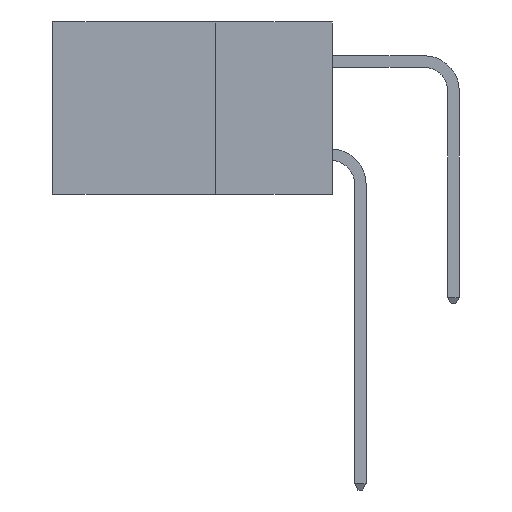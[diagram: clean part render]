
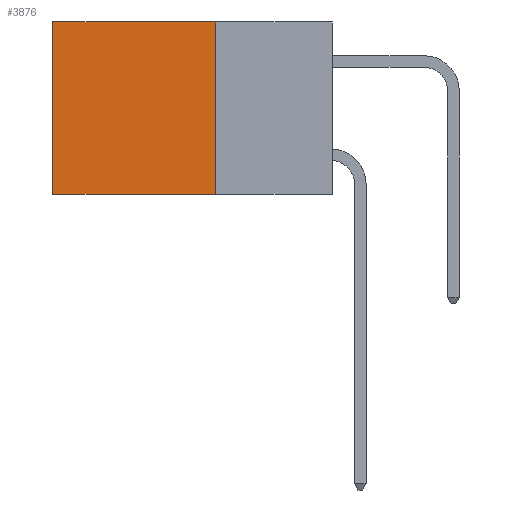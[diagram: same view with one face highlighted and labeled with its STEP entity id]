
A CAD part, left-side view. The second image highlights one B-rep face of the part: STEP entity #3876.
In plain terms, the highlighted planar face has unit normal (-1, 0, 0).
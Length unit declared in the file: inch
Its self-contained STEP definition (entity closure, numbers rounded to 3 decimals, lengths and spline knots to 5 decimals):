
#427 = CARTESIAN_POINT ( 'NONE',  ( 0.2615, 0.25, -0.37 ) ) ;
#862 = VECTOR ( 'NONE', #1389, 39.37008 ) ;
#1389 = DIRECTION ( 'NONE',  ( 0., 1., 0. ) ) ;
#1563 = ORIENTED_EDGE ( 'NONE', *, *, #3739, .F. ) ;
#1640 = EDGE_CURVE ( 'NONE', #9661, #3283, #4891, .T. ) ;
#1932 = AXIS2_PLACEMENT_3D ( 'NONE', #8664, #3757, #9466 ) ;
#2020 = CARTESIAN_POINT ( 'NONE',  ( 0.2615, 0.6, -0.37 ) ) ;
#2330 = VERTEX_POINT ( 'NONE', #9220 ) ;
#2482 = CARTESIAN_POINT ( 'NONE',  ( 0.2615, 0.25, -0.37 ) ) ;
#2547 = FACE_OUTER_BOUND ( 'NONE', #3331, .T. ) ;
#3232 = LINE ( 'NONE', #2482, #7255 ) ;
#3283 = VERTEX_POINT ( 'NONE', #2020 ) ;
#3331 = EDGE_LOOP ( 'NONE', ( #8292, #9635, #1563, #9507 ) ) ;
#3584 = CARTESIAN_POINT ( 'NONE',  ( 0.2615, 0.6, -0.37 ) ) ;
#3739 = EDGE_CURVE ( 'NONE', #4176, #2330, #3232, .T. ) ;
#3757 = DIRECTION ( 'NONE',  ( 1., 0., 0. ) ) ;
#3876 = ADVANCED_FACE ( 'NONE', ( #2547 ), #7920, .F. ) ;
#3981 = EDGE_CURVE ( 'NONE', #2330, #3283, #7979, .T. ) ;
#4176 = VERTEX_POINT ( 'NONE', #4670 ) ;
#4670 = CARTESIAN_POINT ( 'NONE',  ( 0.2615, 0.25, 0. ) ) ;
#4891 = LINE ( 'NONE', #3584, #8854 ) ;
#5090 = DIRECTION ( 'NONE',  ( 0., 0., -1. ) ) ;
#5675 = DIRECTION ( 'NONE',  ( 0., 1., 0. ) ) ;
#7255 = VECTOR ( 'NONE', #9062, 39.37008 ) ;
#7920 = PLANE ( 'NONE',  #1932 ) ;
#7979 = LINE ( 'NONE', #427, #862 ) ;
#7982 = VECTOR ( 'NONE', #5675, 39.37008 ) ;
#8119 = CARTESIAN_POINT ( 'NONE',  ( 0.2615, 0.25, 0. ) ) ;
#8220 = LINE ( 'NONE', #8119, #7982 ) ;
#8292 = ORIENTED_EDGE ( 'NONE', *, *, #1640, .T. ) ;
#8664 = CARTESIAN_POINT ( 'NONE',  ( 0.2615, 0.25, -0.37 ) ) ;
#8854 = VECTOR ( 'NONE', #5090, 39.37008 ) ;
#9062 = DIRECTION ( 'NONE',  ( 0., 0., -1. ) ) ;
#9220 = CARTESIAN_POINT ( 'NONE',  ( 0.2615, 0.25, -0.37 ) ) ;
#9466 = DIRECTION ( 'NONE',  ( 0., 0., -1. ) ) ;
#9507 = ORIENTED_EDGE ( 'NONE', *, *, #10353, .T. ) ;
#9635 = ORIENTED_EDGE ( 'NONE', *, *, #3981, .F. ) ;
#9661 = VERTEX_POINT ( 'NONE', #10823 ) ;
#10353 = EDGE_CURVE ( 'NONE', #4176, #9661, #8220, .T. ) ;
#10823 = CARTESIAN_POINT ( 'NONE',  ( 0.2615, 0.6, 0. ) ) ;
